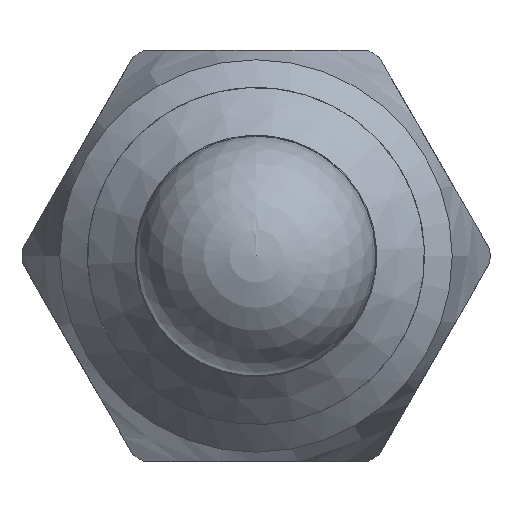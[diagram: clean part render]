
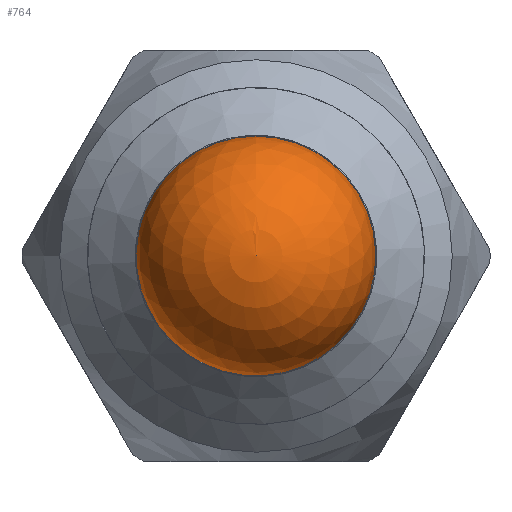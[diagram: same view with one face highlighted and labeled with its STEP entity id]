
A CAD part, front view. The second image highlights one B-rep face of the part: STEP entity #764.
In plain terms, the highlighted spherical face has radius 6.4 mm.
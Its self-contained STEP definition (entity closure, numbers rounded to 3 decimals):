
#140=FACE_OUTER_BOUND('',#184,.T.);
#184=EDGE_LOOP('',(#490,#491,#492,#493));
#235=CIRCLE('',#829,6.4);
#236=CIRCLE('',#830,6.4);
#237=CIRCLE('',#831,6.4);
#301=VERTEX_POINT('',#1196);
#302=VERTEX_POINT('',#1197);
#303=VERTEX_POINT('',#1200);
#378=EDGE_CURVE('',#301,#302,#235,.T.);
#379=EDGE_CURVE('',#302,#301,#236,.T.);
#380=EDGE_CURVE('',#302,#303,#237,.T.);
#490=ORIENTED_EDGE('',*,*,#378,.F.);
#491=ORIENTED_EDGE('',*,*,#379,.F.);
#492=ORIENTED_EDGE('',*,*,#380,.T.);
#493=ORIENTED_EDGE('',*,*,#380,.F.);
#714=SPHERICAL_SURFACE('',#828,6.4);
#764=ADVANCED_FACE('',(#140),#714,.T.);
#828=AXIS2_PLACEMENT_3D('',#1195,#940,#941);
#829=AXIS2_PLACEMENT_3D('',#1198,#942,#943);
#830=AXIS2_PLACEMENT_3D('',#1199,#944,#945);
#831=AXIS2_PLACEMENT_3D('',#1201,#946,#947);
#940=DIRECTION('center_axis',(0.,1.,0.));
#941=DIRECTION('ref_axis',(0.,0.,-1.));
#942=DIRECTION('center_axis',(0.,1.,0.));
#943=DIRECTION('ref_axis',(-0.544,0.,0.839));
#944=DIRECTION('center_axis',(0.,1.,0.));
#945=DIRECTION('ref_axis',(-0.544,0.,0.839));
#946=DIRECTION('center_axis',(1.,0.,0.));
#947=DIRECTION('ref_axis',(0.,0.,1.));
#1195=CARTESIAN_POINT('Origin',(0.,-7.4,
0.));
#1196=CARTESIAN_POINT('',(3.48,-7.4,-5.371));
#1197=CARTESIAN_POINT('',(0.,-7.4,6.4));
#1198=CARTESIAN_POINT('Origin',(0.,-7.4,
0.));
#1199=CARTESIAN_POINT('Origin',(0.,-7.4,
0.));
#1200=CARTESIAN_POINT('',(0.,-13.8,0.));
#1201=CARTESIAN_POINT('Origin',(0.,-7.4,
0.));
